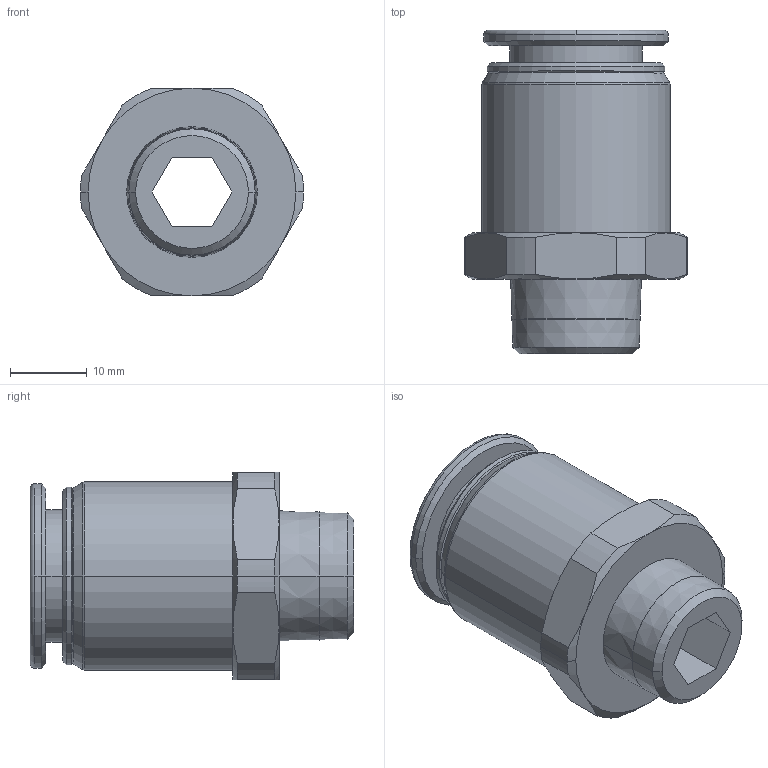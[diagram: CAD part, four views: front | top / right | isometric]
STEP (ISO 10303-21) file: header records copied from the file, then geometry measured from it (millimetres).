
FILE_DESCRIPTION(('STEP AP214'),'1');
FILE_NAME('3175_16_17.stp','2016-07-07T14:14:38',('TraceParts'),('TraceParts S.A.'),'Spatial InterOp 3D',' ',' ');
FILE_SCHEMA(('automotive_design'));
Length unit declared in the file: millimetre
Products named in the file (1): 1
Bounding box: 29 x 42.05 x 27 mm (x, y, z)
Volume: 10316.5 mm3; surface area: 6389.9 mm2
Topology: 1 solids, 1 shells, 75 faces, 177 edges, 111 vertices
Faces by surface type: cone 30, plane 21, cylinder 18, torus 6
Entity records: 2219 total; most frequent: CARTESIAN_POINT 460, DIRECTION 398, ORIENTED_EDGE 354, EDGE_CURVE 177, AXIS2_PLACEMENT_3D 169, VERTEX_POINT 111, CIRCLE 93, EDGE_LOOP 84
